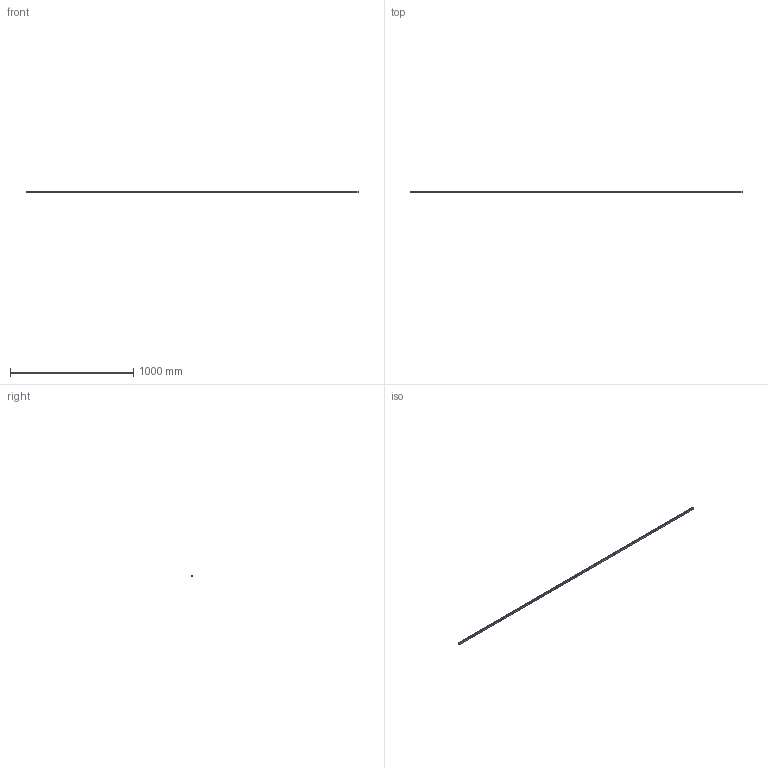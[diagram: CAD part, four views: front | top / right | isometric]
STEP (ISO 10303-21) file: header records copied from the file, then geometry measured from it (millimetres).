
FILE_DESCRIPTION (( 'STEP AP214' ), '1' );
FILE_NAME ('SHS15C1SS-2690L_G25_0_PB1021B_1312-8_0_0_0_1.STEP', '2021-07-08T11:02:19', ( '' ), ( '' ), 'SwSTEP 2.0', 'SolidWorks 2021', '' );
FILE_SCHEMA (( 'AUTOMOTIVE_DESIGN' ));
Length unit declared in the file: millimetre
Products named in the file (2): _SHS15C269025 Track; SHS15C1SS-2690L_G25_0_PB1021B_1312-8_0_0_0_1
Assembly tree (1 placements, depth 2):
  SHS15C1SS-2690L_G25_0_PB1021B_1312-8_0_0_0_1
    _SHS15C269025 Track
Bounding box: 2690 x 13 x 15 mm (x, y, z)
Volume: 434969.3 mm3; surface area: 161664.4 mm2
Topology: 1 solids, 1 shells, 270 faces, 669 edges, 446 vertices
Faces by surface type: cylinder 203, plane 67
Entity records: 8485 total; most frequent: DIRECTION 1623, CARTESIAN_POINT 1389, ORIENTED_EDGE 1338, AXIS2_PLACEMENT_3D 680, EDGE_CURVE 669, VERTEX_POINT 446, CIRCLE 406, EDGE_LOOP 405
